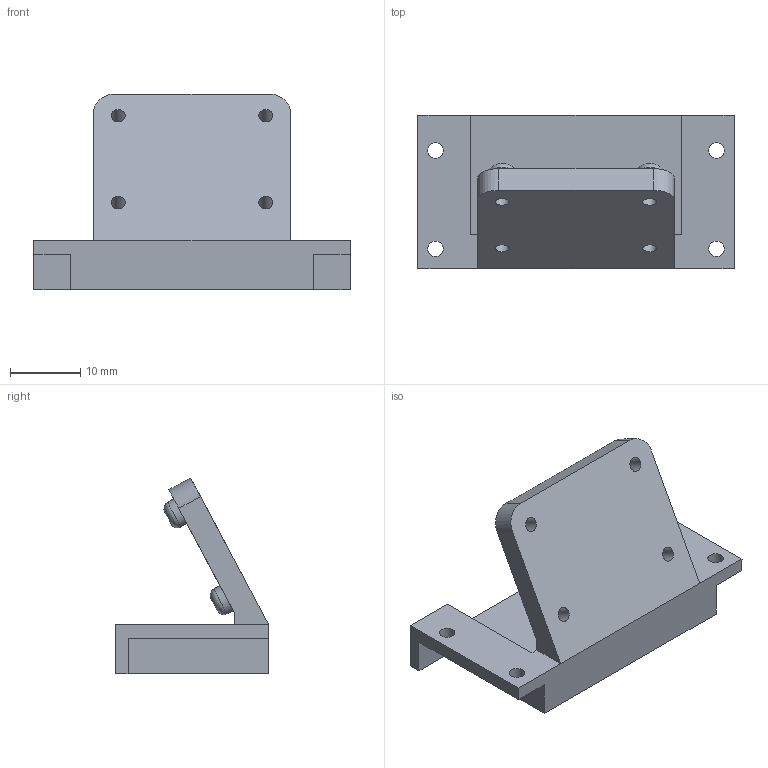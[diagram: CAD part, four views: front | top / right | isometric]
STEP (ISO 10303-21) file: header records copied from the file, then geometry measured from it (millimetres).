
FILE_DESCRIPTION(/* description */ (''),/* implementation_level */ '2;1');
FILE_NAME(/* name */ 'CameraMount.step',/* time_stamp */ '2019-08-24T12:15:32+02:00',/* author */ (''),/* organization */ (''),/* preprocessor_version */ 'ST-DEVELOPER v18',/* originating_system */ 'Autodesk Translation Framework v8.6.0.1094',/* authorisation */ '');
FILE_SCHEMA (('AUTOMOTIVE_DESIGN { 1 0 10303 214 3 1 1 }'));
Length unit declared in the file: millimetre
Products named in the file (1): CameraMount
Bounding box: 45 x 21.8 x 27.87 mm (x, y, z)
Volume: 5499 mm3; surface area: 4655.5 mm2
Topology: 1 solids, 1 shells, 40 faces, 112 edges, 74 vertices
Faces by surface type: plane 22, cylinder 14, bspline 4
Full cylindrical faces by diameter (mm): 2 x4, 2.2 x4, 4 x4
Entity records: 1460 total; most frequent: CARTESIAN_POINT 331, DIRECTION 226, ORIENTED_EDGE 224, EDGE_CURVE 112, AXIS2_PLACEMENT_3D 77, VERTEX_POINT 74, LINE 72, VECTOR 72
